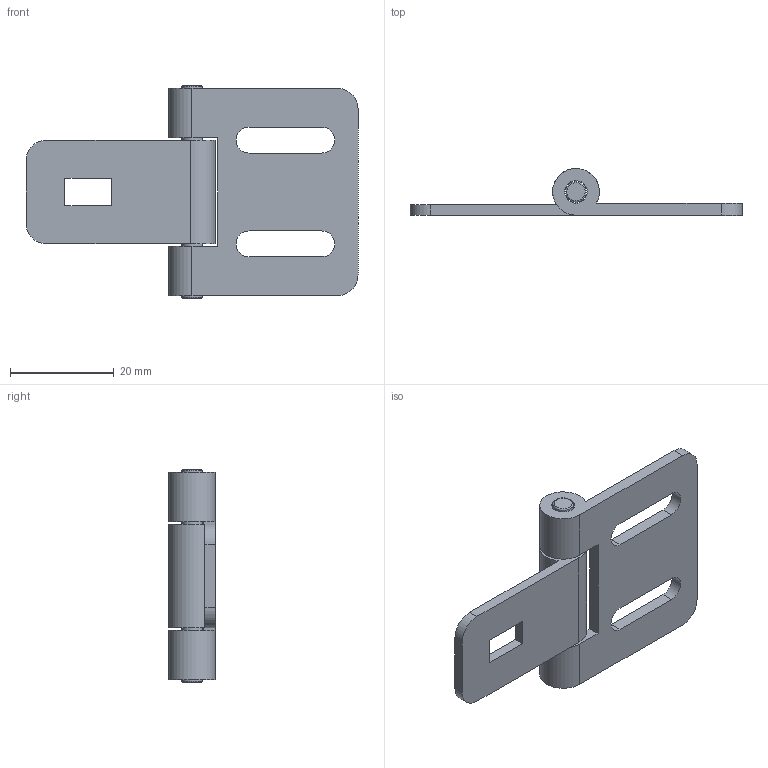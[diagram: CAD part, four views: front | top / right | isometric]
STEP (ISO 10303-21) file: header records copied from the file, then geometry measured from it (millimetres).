
FILE_DESCRIPTION(/* description */ (''),/* implementation_level */ '2;1');
FILE_NAME(/* name */ '10243_KriTec_Scharnier_St.stp',/* time_stamp */ '2016-03-11T17:10:02+01:00',/* author */ ('kostic'),/* organization */ (''),/* preprocessor_version */ 'ST-DEVELOPER v15.2',/* originating_system */ 'Autodesk Inventor 2014',/* authorisation */ '');
FILE_SCHEMA (('CONFIG_CONTROL_DESIGN'));
Length unit declared in the file: millimetre
Products named in the file (4): 10243-KriTec Scharnier 8 St Satz Schenkel1; 10243-KriTec Scharnier 8 St Satz Schenkel2; Stift Ø4x41; 10243_KriTec_Scharnier_St
Assembly tree (3 placements, depth 2):
  10243_KriTec_Scharnier_St
    10243-KriTec Scharnier 8 St Satz Schenkel1
    10243-KriTec Scharnier 8 St Satz Schenkel2
    Stift Ø4x41
Bounding box: 64 x 9 x 41 mm (x, y, z)
Volume: 5620.4 mm3; surface area: 5975.4 mm2
Topology: 3 solids, 3 shells, 40 faces, 100 edges, 66 vertices
Faces by surface type: plane 23, cylinder 15, torus 2
Full cylindrical faces by diameter (mm): 4 x1, 4.4 x3
Entity records: 1294 total; most frequent: DIRECTION 220, CARTESIAN_POINT 207, ORIENTED_EDGE 188, EDGE_CURVE 94, AXIS2_PLACEMENT_3D 79, VERTEX_POINT 66, LINE 62, VECTOR 62
